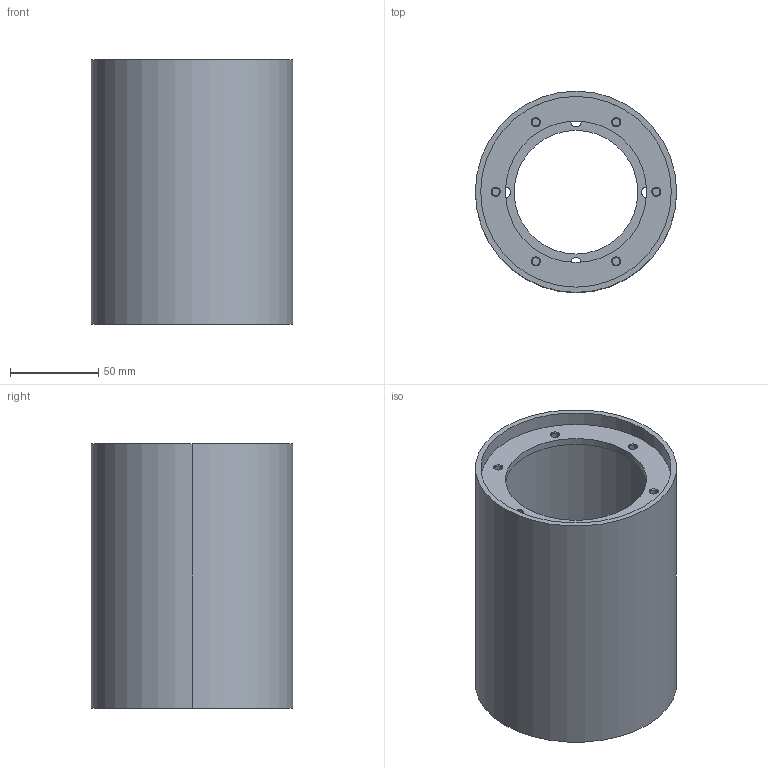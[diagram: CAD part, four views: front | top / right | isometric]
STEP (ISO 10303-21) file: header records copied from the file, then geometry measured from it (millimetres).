
FILE_DESCRIPTION (( 'STEP AP203' ), '1' );
FILE_NAME ('MS001-A.02.010JS.1.1MS001-A馱釬怢盓傅翐.step', '2021-08-27T10:46:19', ( 'Windows User' ), ( 'P R C' ), 'SwSTEP 2.0', 'SolidWorks 2016', '' );
FILE_SCHEMA (( 'CONFIG_CONTROL_DESIGN' ));
Length unit declared in the file: millimetre
Products named in the file (1): MS001-A.02.010JS.1.1MS001-A馱釬怢盓傅翐
Bounding box: 114 x 114 x 150 mm (x, y, z)
Volume: 193903.4 mm3; surface area: 124954.8 mm2
Topology: 1 solids, 1 shells, 59 faces, 138 edges, 84 vertices
Faces by surface type: cylinder 30, cone 24, plane 5
Entity records: 1825 total; most frequent: DIRECTION 342, CARTESIAN_POINT 282, ORIENTED_EDGE 276, AXIS2_PLACEMENT_3D 144, EDGE_CURVE 138, EDGE_LOOP 84, CIRCLE 84, VERTEX_POINT 84
